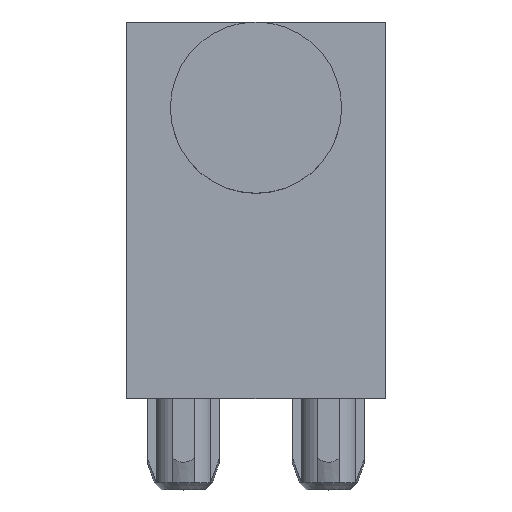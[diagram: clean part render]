
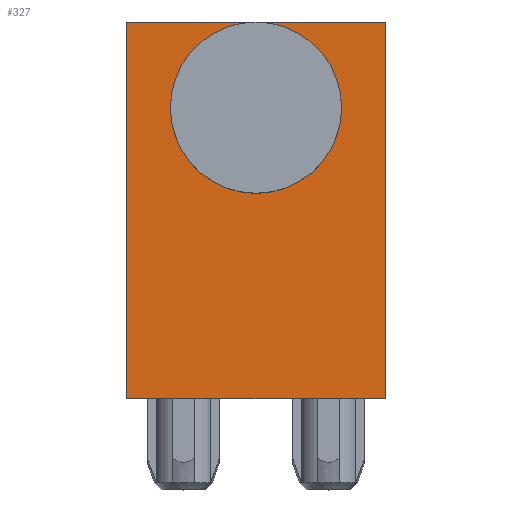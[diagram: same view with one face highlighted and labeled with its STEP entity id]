
A CAD part, top view. The second image highlights one B-rep face of the part: STEP entity #327.
In plain terms, the highlighted planar face has unit normal (0, 0, 1).
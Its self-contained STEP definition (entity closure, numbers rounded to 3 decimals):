
#41 = CARTESIAN_POINT ( 'NONE',  ( -19.01, -17.512, 6.35 ) ) ;
#50 = CARTESIAN_POINT ( 'NONE',  ( -19.772, -22.592, 6.35 ) ) ;
#70 = CARTESIAN_POINT ( 'NONE',  ( -17.511, -16.013, 6.35 ) ) ;
#80 = CARTESIAN_POINT ( 'NONE',  ( -17.511, -17.512, 6.35 ) ) ;
#89 = DIRECTION ( 'NONE',  ( -1., 0., 0. ) ) ;
#98 = LINE ( 'NONE', #281, #1512 ) ;
#105 = CARTESIAN_POINT ( 'NONE',  ( -15.251, -16.013, 6.35 ) ) ;
#117 = EDGE_CURVE ( 'NONE', #1053, #1072, #127, .T. ) ;
#127 = LINE ( 'NONE', #1913, #1959 ) ;
#130 = DIRECTION ( 'NONE',  ( -1., 0., 0. ) ) ;
#159 = CARTESIAN_POINT ( 'NONE',  ( -17.511, -17.512, 6.35 ) ) ;
#178 = ORIENTED_EDGE ( 'NONE', *, *, #645, .T. ) ;
#218 = DIRECTION ( 'NONE',  ( -1., 0., 0. ) ) ;
#246 = AXIS2_PLACEMENT_3D ( 'NONE', #80, #659, #218 ) ;
#281 = CARTESIAN_POINT ( 'NONE',  ( -17.511, -16.013, 6.35 ) ) ;
#305 = DIRECTION ( 'NONE',  ( -1., 0., 0. ) ) ;
#306 = VERTEX_POINT ( 'NONE', #41 ) ;
#318 = DIRECTION ( 'NONE',  ( 1., 0., 0. ) ) ;
#327 = ADVANCED_FACE ( 'NONE', ( #1062 ), #1867, .T. ) ;
#333 = ORIENTED_EDGE ( 'NONE', *, *, #548, .T. ) ;
#338 = AXIS2_PLACEMENT_3D ( 'NONE', #50, #1104, #1409 ) ;
#360 = DIRECTION ( 'NONE',  ( 0., 0., -1. ) ) ;
#408 = VERTEX_POINT ( 'NONE', #965 ) ;
#417 = EDGE_CURVE ( 'NONE', #408, #1053, #1375, .T. ) ;
#452 = CARTESIAN_POINT ( 'NONE',  ( -17.511, -22.592, 6.35 ) ) ;
#458 = LINE ( 'NONE', #574, #860 ) ;
#489 = AXIS2_PLACEMENT_3D ( 'NONE', #1589, #360, #89 ) ;
#494 = EDGE_CURVE ( 'NONE', #408, #1171, #1060, .T. ) ;
#548 = EDGE_CURVE ( 'NONE', #1072, #815, #881, .T. ) ;
#571 = ORIENTED_EDGE ( 'NONE', *, *, #494, .T. ) ;
#574 = CARTESIAN_POINT ( 'NONE',  ( -15.251, -19.303, 6.35 ) ) ;
#640 = ORIENTED_EDGE ( 'NONE', *, *, #646, .T. ) ;
#645 = EDGE_CURVE ( 'NONE', #1218, #408, #98, .T. ) ;
#646 = EDGE_CURVE ( 'NONE', #815, #1218, #458, .T. ) ;
#659 = DIRECTION ( 'NONE',  ( 0., 0., -1. ) ) ;
#737 = VECTOR ( 'NONE', #1569, 1000. ) ;
#750 = CIRCLE ( 'NONE', #489, 1.499 ) ;
#768 = ORIENTED_EDGE ( 'NONE', *, *, #1584, .T. ) ;
#815 = VERTEX_POINT ( 'NONE', #821 ) ;
#821 = CARTESIAN_POINT ( 'NONE',  ( -15.251, -22.592, 6.35 ) ) ;
#860 = VECTOR ( 'NONE', #1491, 1000. ) ;
#881 = LINE ( 'NONE', #452, #1163 ) ;
#965 = CARTESIAN_POINT ( 'NONE',  ( -17.511, -16.013, 6.35 ) ) ;
#1053 = VERTEX_POINT ( 'NONE', #1612 ) ;
#1060 = CIRCLE ( 'NONE', #1669, 1.499 ) ;
#1062 = FACE_OUTER_BOUND ( 'NONE', #1309, .T. ) ;
#1072 = VERTEX_POINT ( 'NONE', #1315 ) ;
#1104 = DIRECTION ( 'NONE',  ( 0., 0., 1. ) ) ;
#1146 = EDGE_CURVE ( 'NONE', #306, #408, #750, .T. ) ;
#1163 = VECTOR ( 'NONE', #318, 1000. ) ;
#1171 = VERTEX_POINT ( 'NONE', #1906 ) ;
#1218 = VERTEX_POINT ( 'NONE', #105 ) ;
#1309 = EDGE_LOOP ( 'NONE', ( #1379, #333, #640, #178, #571, #768, #1880, #1805 ) ) ;
#1315 = CARTESIAN_POINT ( 'NONE',  ( -19.772, -22.592, 6.35 ) ) ;
#1327 = CIRCLE ( 'NONE', #246, 1.499 ) ;
#1375 = LINE ( 'NONE', #70, #737 ) ;
#1379 = ORIENTED_EDGE ( 'NONE', *, *, #117, .T. ) ;
#1385 = DIRECTION ( 'NONE',  ( 0., 0., -1. ) ) ;
#1409 = DIRECTION ( 'NONE',  ( 1., 0., 0. ) ) ;
#1491 = DIRECTION ( 'NONE',  ( 0., 1., 0. ) ) ;
#1512 = VECTOR ( 'NONE', #130, 1000. ) ;
#1569 = DIRECTION ( 'NONE',  ( -1., 0., 0. ) ) ;
#1584 = EDGE_CURVE ( 'NONE', #1171, #306, #1327, .T. ) ;
#1589 = CARTESIAN_POINT ( 'NONE',  ( -17.511, -17.512, 6.35 ) ) ;
#1612 = CARTESIAN_POINT ( 'NONE',  ( -19.772, -16.013, 6.35 ) ) ;
#1669 = AXIS2_PLACEMENT_3D ( 'NONE', #159, #1385, #305 ) ;
#1733 = DIRECTION ( 'NONE',  ( 0., -1., 0. ) ) ;
#1805 = ORIENTED_EDGE ( 'NONE', *, *, #417, .T. ) ;
#1867 = PLANE ( 'NONE',  #338 ) ;
#1880 = ORIENTED_EDGE ( 'NONE', *, *, #1146, .T. ) ;
#1906 = CARTESIAN_POINT ( 'NONE',  ( -16.013, -17.512, 6.35 ) ) ;
#1913 = CARTESIAN_POINT ( 'NONE',  ( -19.772, -19.303, 6.35 ) ) ;
#1959 = VECTOR ( 'NONE', #1733, 1000. ) ;
